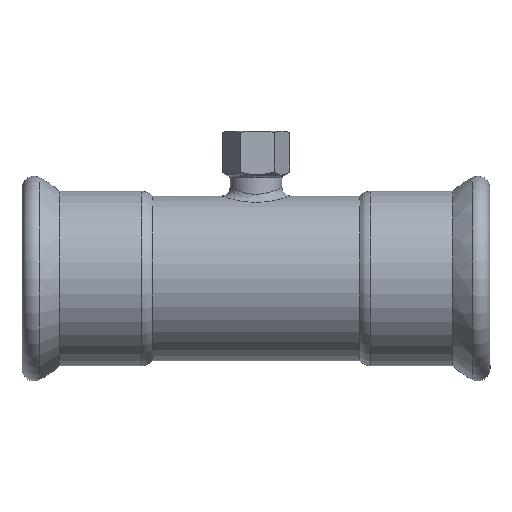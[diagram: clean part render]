
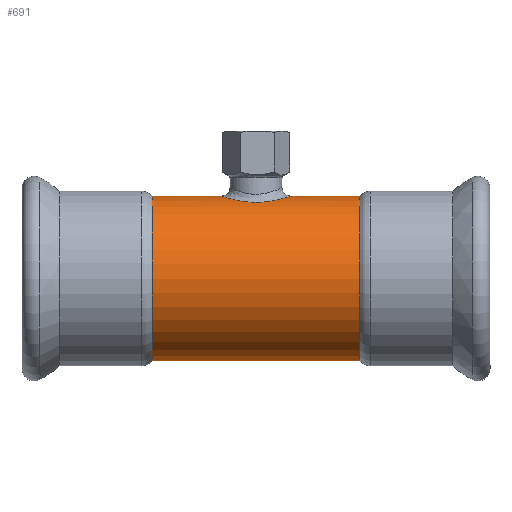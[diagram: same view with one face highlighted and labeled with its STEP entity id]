
A CAD part, front view. The second image highlights one B-rep face of the part: STEP entity #691.
In plain terms, the highlighted cylindrical face has radius 38.05 mm (diameter 76.1 mm), a full revolution.
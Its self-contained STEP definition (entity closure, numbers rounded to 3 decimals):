
#16=B_SPLINE_CURVE_WITH_KNOTS($,3,(#1530,#1531,#1532,#1533,#1534,#1535,
#1536,#1537,#1538,#1539,#1540,#1541,#1542,#1543,#1544,#1545,#1546,#1547,
#1548,#1549,#1550,#1551,#1552),.UNSPECIFIED.,.T.,.F.,(4,3,1,1,1,1,1,1,1,
1,1,1,1,1,1,1,1,1,4),(-7.286,-7.286,-6.766,
-6.246,-5.725,-5.205,-4.684,
-4.164,-3.817,-3.47,-3.123,
-2.776,-2.429,-2.082,-1.561,-1.041,
-0.52,-0.26,0.),
 .UNSPECIFIED.);
#107=FACE_BOUND($,#247,.T.);
#108=FACE_BOUND($,#248,.T.);
#138=CYLINDRICAL_SURFACE($,#778,38.05);
#177=FACE_OUTER_BOUND($,#246,.T.);
#246=EDGE_LOOP($,(#611));
#247=EDGE_LOOP($,(#612));
#248=EDGE_LOOP($,(#613));
#342=CIRCLE($,#779,38.05);
#343=CIRCLE($,#780,38.05);
#403=VERTEX_POINT($,#1504);
#405=VERTEX_POINT($,#1555);
#406=VERTEX_POINT($,#1557);
#483=EDGE_CURVE($,#403,#403,#16,.T.);
#484=EDGE_CURVE($,#405,#405,#342,.T.);
#485=EDGE_CURVE($,#406,#406,#343,.T.);
#611=ORIENTED_EDGE($,*,*,#484,.F.);
#612=ORIENTED_EDGE($,*,*,#485,.T.);
#613=ORIENTED_EDGE($,*,*,#483,.F.);
#691=ADVANCED_FACE($,(#177,#107,#108),#138,.T.);
#778=AXIS2_PLACEMENT_3D($,#1554,#948,#949);
#779=AXIS2_PLACEMENT_3D($,#1556,#950,#951);
#780=AXIS2_PLACEMENT_3D($,#1558,#952,#953);
#948=DIRECTION('center_axis',(1.,0.,0.));
#949=DIRECTION('ref_axis',(0.,1.,0.));
#950=DIRECTION('center_axis',(1.,0.,0.));
#951=DIRECTION('ref_axis',(0.,1.,0.));
#952=DIRECTION('center_axis',(1.,0.,0.));
#953=DIRECTION('ref_axis',(0.,1.,0.));
#1504=CARTESIAN_POINT('',(-108.,-14.478,35.188));
#1530=CARTESIAN_POINT('Ctrl Pts',(-108.,-14.479,35.187));
#1531=CARTESIAN_POINT('Ctrl Pts',(-108.,-14.479,35.187));
#1532=CARTESIAN_POINT('Ctrl Pts',(-108.,-14.479,35.187));
#1533=CARTESIAN_POINT('Ctrl Pts',(-107.999,-14.479,35.187));
#1534=CARTESIAN_POINT('Ctrl Pts',(-105.597,-14.48,35.187));
#1535=CARTESIAN_POINT('Ctrl Pts',(-100.766,-13.458,35.63));
#1536=CARTESIAN_POINT('Ctrl Pts',(-95.108,-9.365,37.009));
#1537=CARTESIAN_POINT('Ctrl Pts',(-91.87,-3.387,38.091));
#1538=CARTESIAN_POINT('Ctrl Pts',(-91.867,3.377,38.095));
#1539=CARTESIAN_POINT('Ctrl Pts',(-95.088,9.344,37.01));
#1540=CARTESIAN_POINT('Ctrl Pts',(-100.142,13.004,35.786));
#1541=CARTESIAN_POINT('Ctrl Pts',(-105.539,14.53,35.168));
#1542=CARTESIAN_POINT('Ctrl Pts',(-110.449,14.535,35.165));
#1543=CARTESIAN_POINT('Ctrl Pts',(-115.08,13.223,35.697));
#1544=CARTESIAN_POINT('Ctrl Pts',(-119.048,10.768,36.538));
#1545=CARTESIAN_POINT('Ctrl Pts',(-122.036,7.384,37.391));
#1546=CARTESIAN_POINT('Ctrl Pts',(-124.134,2.629,38.092));
#1547=CARTESIAN_POINT('Ctrl Pts',(-124.127,-3.381,38.092));
#1548=CARTESIAN_POINT('Ctrl Pts',(-120.906,-9.357,37.009));
#1549=CARTESIAN_POINT('Ctrl Pts',(-116.167,-12.775,35.862));
#1550=CARTESIAN_POINT('Ctrl Pts',(-111.632,-14.227,35.293));
#1551=CARTESIAN_POINT('Ctrl Pts',(-109.201,-14.479,35.187));
#1552=CARTESIAN_POINT('Ctrl Pts',(-108.,-14.479,35.187));
#1554=CARTESIAN_POINT('Origin',(-67.344,0.,0.));
#1555=CARTESIAN_POINT('',(-60.187,38.05,0.));
#1556=CARTESIAN_POINT('Origin',(-60.187,0.,0.));
#1557=CARTESIAN_POINT('',(-155.813,38.05,0.));
#1558=CARTESIAN_POINT('Origin',(-155.813,0.,0.));
